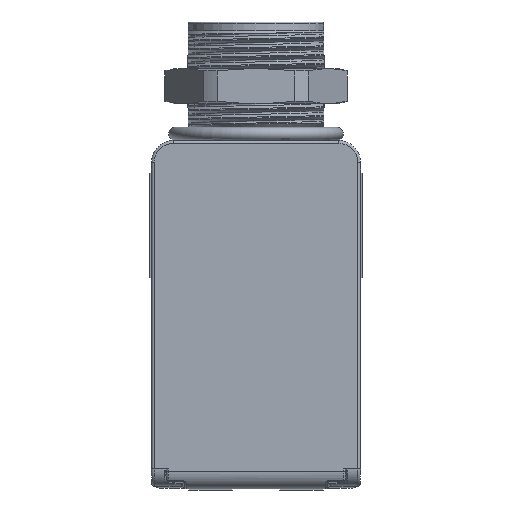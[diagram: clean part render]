
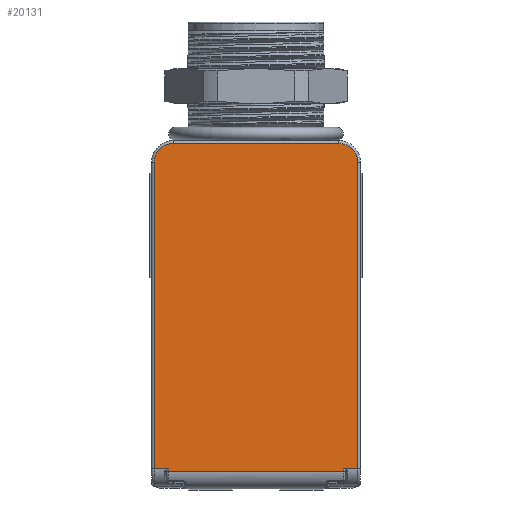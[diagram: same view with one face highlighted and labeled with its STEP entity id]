
A CAD part, front view. The second image highlights one B-rep face of the part: STEP entity #20131.
In plain terms, the highlighted planar face has unit normal (0, -1, 0).
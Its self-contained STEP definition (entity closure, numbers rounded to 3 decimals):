
#1239 =( BOUNDED_CURVE ( )  B_SPLINE_CURVE ( 3, ( #76851, #76236, #20470, #34410 ),
 .UNSPECIFIED., .F., .F. ) 
 B_SPLINE_CURVE_WITH_KNOTS ( ( 4, 4 ),
 ( 4.391, 5.962 ),
 .UNSPECIFIED. ) 
 CURVE ( )  GEOMETRIC_REPRESENTATION_ITEM ( )  RATIONAL_B_SPLINE_CURVE ( ( 1., 0.805, 0.805, 1. ) ) 
 REPRESENTATION_ITEM ( '' )  );
#1263 = VECTOR ( 'NONE', #27052, 1000. ) ;
#1767 = DIRECTION ( 'NONE',  ( 0., 0., -1. ) ) ;
#2340 = CARTESIAN_POINT ( 'NONE',  ( -10.039, -13.9, -37.775 ) ) ;
#5729 = EDGE_CURVE ( 'NONE', #66302, #59439, #89880, .T. ) ;
#6309 = VERTEX_POINT ( 'NONE', #85430 ) ;
#6545 = EDGE_CURVE ( 'NONE', #87835, #29707, #61004, .T. ) ;
#6740 = VECTOR ( 'NONE', #56311, 1000. ) ;
#8527 = DIRECTION ( 'NONE',  ( -1., 0., 0. ) ) ;
#9462 = CARTESIAN_POINT ( 'NONE',  ( -10.039, -13.9, -38.052 ) ) ;
#10367 = CARTESIAN_POINT ( 'NONE',  ( 10.039, -13.9, -38.052 ) ) ;
#10755 = VERTEX_POINT ( 'NONE', #2340 ) ;
#11147 = EDGE_CURVE ( 'NONE', #77249, #20135, #36340, .T. ) ;
#12114 = LINE ( 'NONE', #53066, #54291 ) ;
#12481 = LINE ( 'NONE', #19529, #35846 ) ;
#12694 = DIRECTION ( 'NONE',  ( 1., 0., 0. ) ) ;
#14749 = VECTOR ( 'NONE', #40893, 1000. ) ;
#16735 = FACE_OUTER_BOUND ( 'NONE', #39375, .T. ) ;
#17906 = VERTEX_POINT ( 'NONE', #10367 ) ;
#18485 = EDGE_CURVE ( 'NONE', #29745, #17906, #21218, .T. ) ;
#18590 = CARTESIAN_POINT ( 'NONE',  ( -10.495, -13.9, -37.775 ) ) ;
#19529 = CARTESIAN_POINT ( 'NONE',  ( 10.626, -13.9, -37.775 ) ) ;
#20131 = ADVANCED_FACE ( 'NONE', ( #16735 ), #37789, .T. ) ;
#20135 = VERTEX_POINT ( 'NONE', #23213 ) ;
#20274 = ORIENTED_EDGE ( 'NONE', *, *, #41731, .T. ) ;
#20470 = CARTESIAN_POINT ( 'NONE',  ( -11.692, -13.9, -1.33 ) ) ;
#21218 = LINE ( 'NONE', #69500, #1263 ) ;
#21755 =( BOUNDED_CURVE ( )  B_SPLINE_CURVE ( 3, ( #75468, #68636, #39239, #89696 ),
 .UNSPECIFIED., .F., .F. ) 
 B_SPLINE_CURVE_WITH_KNOTS ( ( 4, 4 ),
 ( 0.322, 1.893 ),
 .UNSPECIFIED. ) 
 CURVE ( )  GEOMETRIC_REPRESENTATION_ITEM ( )  RATIONAL_B_SPLINE_CURVE ( ( 1., 0.805, 0.805, 1. ) ) 
 REPRESENTATION_ITEM ( '' )  );
#22739 = AXIS2_PLACEMENT_3D ( 'NONE', #35324, #72819, #56396 ) ;
#23213 = CARTESIAN_POINT ( 'NONE',  ( 10.495, -13.9, -37.775 ) ) ;
#27052 = DIRECTION ( 'NONE',  ( 1., 0., 0. ) ) ;
#27943 = CARTESIAN_POINT ( 'NONE',  ( -11.692, -13.9, -2.619 ) ) ;
#28853 = ORIENTED_EDGE ( 'NONE', *, *, #6545, .T. ) ;
#29707 = VERTEX_POINT ( 'NONE', #87565 ) ;
#29745 = VERTEX_POINT ( 'NONE', #9462 ) ;
#33710 = CARTESIAN_POINT ( 'NONE',  ( 10.039, -13.9, -37.775 ) ) ;
#33974 = CARTESIAN_POINT ( 'NONE',  ( 11.692, -13.9, -2.619 ) ) ;
#34410 = CARTESIAN_POINT ( 'NONE',  ( -11.692, -13.9, -2.619 ) ) ;
#35324 = CARTESIAN_POINT ( 'NONE',  ( 0., -13.9, 0. ) ) ;
#35846 = VECTOR ( 'NONE', #12694, 1000. ) ;
#36340 = LINE ( 'NONE', #66553, #90598 ) ;
#37789 = PLANE ( 'NONE',  #22739 ) ;
#38511 = DIRECTION ( 'NONE',  ( 0., 0., 1. ) ) ;
#39239 = CARTESIAN_POINT ( 'NONE',  ( 10.78, -13.9, -0.419 ) ) ;
#39369 = ORIENTED_EDGE ( 'NONE', *, *, #45922, .T. ) ;
#39375 = EDGE_LOOP ( 'NONE', ( #69667, #89528, #58323, #39369, #69868, #58975, #90792, #59306, #28853, #91903, #79143, #20274 ) ) ;
#40893 = DIRECTION ( 'NONE',  ( 0., 0., -1. ) ) ;
#40917 = EDGE_CURVE ( 'NONE', #10755, #29745, #42481, .T. ) ;
#40927 = LINE ( 'NONE', #85802, #42106 ) ;
#41725 = CARTESIAN_POINT ( 'NONE',  ( 11.692, -13.9, 0. ) ) ;
#41731 = EDGE_CURVE ( 'NONE', #6309, #65665, #75615, .T. ) ;
#42106 = VECTOR ( 'NONE', #1767, 1000. ) ;
#42481 = LINE ( 'NONE', #76227, #14749 ) ;
#45922 = EDGE_CURVE ( 'NONE', #17906, #77249, #12114, .T. ) ;
#46250 = CARTESIAN_POINT ( 'NONE',  ( 9.491, -13.9, -0.419 ) ) ;
#48854 = VECTOR ( 'NONE', #8527, 1000. ) ;
#51065 = CARTESIAN_POINT ( 'NONE',  ( 0., -13.9, -0.419 ) ) ;
#53066 = CARTESIAN_POINT ( 'NONE',  ( 10.039, -13.9, -17.852 ) ) ;
#54291 = VECTOR ( 'NONE', #38511, 1000. ) ;
#56311 = DIRECTION ( 'NONE',  ( 0., 0., 1. ) ) ;
#56396 = DIRECTION ( 'NONE',  ( 0., 0., -1. ) ) ;
#58323 = ORIENTED_EDGE ( 'NONE', *, *, #18485, .T. ) ;
#58975 = ORIENTED_EDGE ( 'NONE', *, *, #70837, .T. ) ;
#59306 = ORIENTED_EDGE ( 'NONE', *, *, #86845, .T. ) ;
#59439 = VERTEX_POINT ( 'NONE', #33974 ) ;
#61004 = LINE ( 'NONE', #51065, #48854 ) ;
#65398 = EDGE_CURVE ( 'NONE', #65665, #10755, #12481, .T. ) ;
#65665 = VERTEX_POINT ( 'NONE', #18590 ) ;
#66302 = VERTEX_POINT ( 'NONE', #66409 ) ;
#66409 = CARTESIAN_POINT ( 'NONE',  ( 11.692, -13.9, -37.775 ) ) ;
#66553 = CARTESIAN_POINT ( 'NONE',  ( 10.626, -13.9, -37.775 ) ) ;
#66759 = VECTOR ( 'NONE', #89870, 1000. ) ;
#67066 = VERTEX_POINT ( 'NONE', #27943 ) ;
#68636 = CARTESIAN_POINT ( 'NONE',  ( 11.692, -13.9, -1.33 ) ) ;
#69500 = CARTESIAN_POINT ( 'NONE',  ( 0., -13.9, -38.052 ) ) ;
#69667 = ORIENTED_EDGE ( 'NONE', *, *, #65398, .T. ) ;
#69868 = ORIENTED_EDGE ( 'NONE', *, *, #11147, .T. ) ;
#70837 = EDGE_CURVE ( 'NONE', #20135, #66302, #89065, .T. ) ;
#72819 = DIRECTION ( 'NONE',  ( 0., -1., 0. ) ) ;
#75468 = CARTESIAN_POINT ( 'NONE',  ( 11.692, -13.9, -2.619 ) ) ;
#75615 = LINE ( 'NONE', #90472, #66759 ) ;
#76227 = CARTESIAN_POINT ( 'NONE',  ( -10.039, -13.9, -17.852 ) ) ;
#76236 = CARTESIAN_POINT ( 'NONE',  ( -10.78, -13.9, -0.419 ) ) ;
#76851 = CARTESIAN_POINT ( 'NONE',  ( -9.491, -13.9, -0.419 ) ) ;
#77249 = VERTEX_POINT ( 'NONE', #33710 ) ;
#77639 = CARTESIAN_POINT ( 'NONE',  ( 0., -13.9, -37.775 ) ) ;
#78988 = EDGE_CURVE ( 'NONE', #67066, #6309, #40927, .T. ) ;
#79143 = ORIENTED_EDGE ( 'NONE', *, *, #78988, .T. ) ;
#79180 = VECTOR ( 'NONE', #89043, 1000. ) ;
#80486 = DIRECTION ( 'NONE',  ( 1., 0., 0. ) ) ;
#85430 = CARTESIAN_POINT ( 'NONE',  ( -11.692, -13.9, -37.775 ) ) ;
#85802 = CARTESIAN_POINT ( 'NONE',  ( -11.692, -13.9, 0. ) ) ;
#86845 = EDGE_CURVE ( 'NONE', #59439, #87835, #21755, .T. ) ;
#87565 = CARTESIAN_POINT ( 'NONE',  ( -9.491, -13.9, -0.419 ) ) ;
#87835 = VERTEX_POINT ( 'NONE', #46250 ) ;
#89043 = DIRECTION ( 'NONE',  ( 1., 0., 0. ) ) ;
#89065 = LINE ( 'NONE', #77639, #79180 ) ;
#89528 = ORIENTED_EDGE ( 'NONE', *, *, #40917, .T. ) ;
#89696 = CARTESIAN_POINT ( 'NONE',  ( 9.491, -13.9, -0.419 ) ) ;
#89870 = DIRECTION ( 'NONE',  ( 1., 0., 0. ) ) ;
#89880 = LINE ( 'NONE', #41725, #6740 ) ;
#90298 = EDGE_CURVE ( 'NONE', #29707, #67066, #1239, .T. ) ;
#90472 = CARTESIAN_POINT ( 'NONE',  ( 0., -13.9, -37.775 ) ) ;
#90598 = VECTOR ( 'NONE', #80486, 1000. ) ;
#90792 = ORIENTED_EDGE ( 'NONE', *, *, #5729, .T. ) ;
#91903 = ORIENTED_EDGE ( 'NONE', *, *, #90298, .T. ) ;
